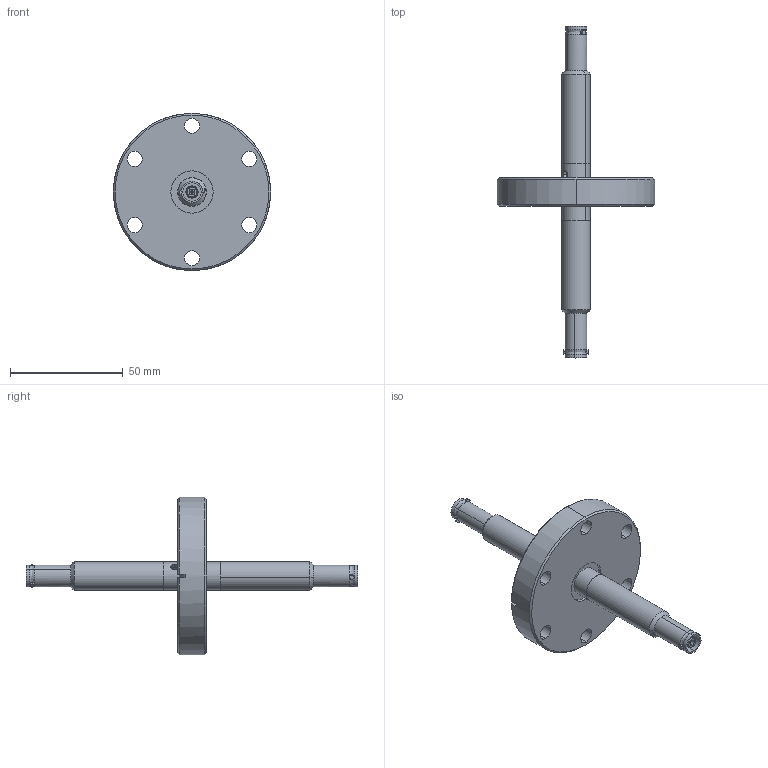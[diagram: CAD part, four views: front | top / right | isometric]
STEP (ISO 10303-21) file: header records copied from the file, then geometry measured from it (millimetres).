
FILE_DESCRIPTION (( 'STEP AP203' ), '1' );
FILE_NAME ('A8272-2-CF.STEP', '2013-08-29T12:36:23', ( '' ), ( '' ), 'SwSTEP 2.0', 'SolidWorks 2012', '' );
FILE_SCHEMA (( 'CONFIG_CONTROL_DESIGN' ));
Length unit declared in the file: inch
Products named in the file (1): A8272-2-CF
Bounding box: 69.85 x 147.32 x 69.85 mm (x, y, z)
Volume: 50169.3 mm3; surface area: 25164.7 mm2
Topology: 1 solids, 5 shells, 229 faces, 528 edges, 343 vertices
Faces by surface type: cylinder 120, plane 54, bspline 28, cone 27
Entity records: 7404 total; most frequent: CARTESIAN_POINT 1971, DIRECTION 1217, ORIENTED_EDGE 1056, AXIS2_PLACEMENT_3D 531, EDGE_CURVE 528, VERTEX_POINT 343, CIRCLE 329, EDGE_LOOP 283
